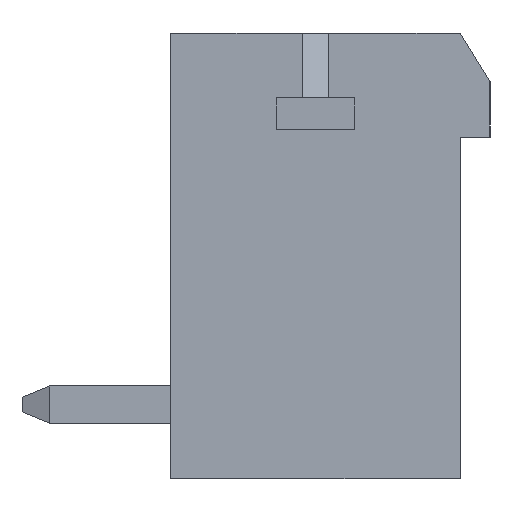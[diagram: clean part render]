
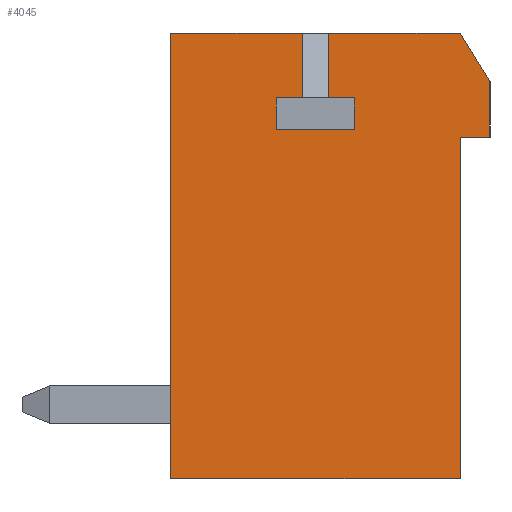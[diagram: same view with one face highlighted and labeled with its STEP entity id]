
A CAD part, left-side view. The second image highlights one B-rep face of the part: STEP entity #4045.
In plain terms, the highlighted planar face has unit normal (-1, 0, 0).
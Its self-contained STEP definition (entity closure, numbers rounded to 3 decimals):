
#99=ORIENTED_EDGE('',*,*,#1283,.T.);
#100=ORIENTED_EDGE('',*,*,#1284,.T.);
#101=ORIENTED_EDGE('',*,*,#1285,.T.);
#102=ORIENTED_EDGE('',*,*,#1286,.T.);
#103=ORIENTED_EDGE('',*,*,#1287,.T.);
#104=ORIENTED_EDGE('',*,*,#1288,.T.);
#105=ORIENTED_EDGE('',*,*,#1289,.T.);
#106=ORIENTED_EDGE('',*,*,#1290,.T.);
#107=ORIENTED_EDGE('',*,*,#1291,.T.);
#108=ORIENTED_EDGE('',*,*,#1292,.T.);
#109=ORIENTED_EDGE('',*,*,#1293,.T.);
#110=ORIENTED_EDGE('',*,*,#1294,.T.);
#111=ORIENTED_EDGE('',*,*,#1295,.T.);
#112=ORIENTED_EDGE('',*,*,#1296,.T.);
#113=ORIENTED_EDGE('',*,*,#1297,.T.);
#1283=EDGE_CURVE('',#1875,#1876,#2266,.T.);
#1284=EDGE_CURVE('',#1876,#1877,#2267,.T.);
#1285=EDGE_CURVE('',#1877,#1878,#2268,.T.);
#1286=EDGE_CURVE('',#1878,#1879,#2269,.T.);
#1287=EDGE_CURVE('',#1879,#1880,#2270,.T.);
#1288=EDGE_CURVE('',#1880,#1881,#2271,.T.);
#1289=EDGE_CURVE('',#1881,#1882,#2272,.T.);
#1290=EDGE_CURVE('',#1882,#1883,#2273,.T.);
#1291=EDGE_CURVE('',#1883,#1884,#2274,.T.);
#1292=EDGE_CURVE('',#1884,#1885,#2275,.T.);
#1293=EDGE_CURVE('',#1885,#1886,#2276,.T.);
#1294=EDGE_CURVE('',#1886,#1887,#2277,.T.);
#1295=EDGE_CURVE('',#1887,#1888,#2278,.T.);
#1296=EDGE_CURVE('',#1888,#1889,#2279,.T.);
#1297=EDGE_CURVE('',#1889,#1875,#2280,.T.);
#1875=VERTEX_POINT('',#5621);
#1876=VERTEX_POINT('',#5622);
#1877=VERTEX_POINT('',#5624);
#1878=VERTEX_POINT('',#5626);
#1879=VERTEX_POINT('',#5628);
#1880=VERTEX_POINT('',#5630);
#1881=VERTEX_POINT('',#5632);
#1882=VERTEX_POINT('',#5634);
#1883=VERTEX_POINT('',#5636);
#1884=VERTEX_POINT('',#5638);
#1885=VERTEX_POINT('',#5640);
#1886=VERTEX_POINT('',#5642);
#1887=VERTEX_POINT('',#5644);
#1888=VERTEX_POINT('',#5646);
#1889=VERTEX_POINT('',#5648);
#2266=LINE('',#5620,#2821);
#2267=LINE('',#5623,#2822);
#2268=LINE('',#5625,#2823);
#2269=LINE('',#5627,#2824);
#2270=LINE('',#5629,#2825);
#2271=LINE('',#5631,#2826);
#2272=LINE('',#5633,#2827);
#2273=LINE('',#5635,#2828);
#2274=LINE('',#5637,#2829);
#2275=LINE('',#5639,#2830);
#2276=LINE('',#5641,#2831);
#2277=LINE('',#5643,#2832);
#2278=LINE('',#5645,#2833);
#2279=LINE('',#5647,#2834);
#2280=LINE('',#5649,#2835);
#2821=VECTOR('',#4549,1000.);
#2822=VECTOR('',#4550,1000.);
#2823=VECTOR('',#4551,1000.);
#2824=VECTOR('',#4552,1000.);
#2825=VECTOR('',#4553,1000.);
#2826=VECTOR('',#4554,1000.);
#2827=VECTOR('',#4555,1000.);
#2828=VECTOR('',#4556,1000.);
#2829=VECTOR('',#4557,1000.);
#2830=VECTOR('',#4558,1000.);
#2831=VECTOR('',#4559,1000.);
#2832=VECTOR('',#4560,1000.);
#2833=VECTOR('',#4561,1000.);
#2834=VECTOR('',#4562,1000.);
#2835=VECTOR('',#4563,1000.);
#3376=EDGE_LOOP('',(#99,#100,#101,#102,#103,#104,#105,#106,#107,#108,#109,
#110,#111,#112,#113));
#3611=FACE_BOUND('',#3376,.T.);
#3846=PLANE('',#4287);
#4045=ADVANCED_FACE('',(#3611),#3846,.T.);
#4287=AXIS2_PLACEMENT_3D('',#5619,#4547,#4548);
#4547=DIRECTION('',(-1.,0.,0.));
#4548=DIRECTION('',(0.,0.,1.));
#4549=DIRECTION('',(0.,1.,0.));
#4550=DIRECTION('',(0.,0.,-1.));
#4551=DIRECTION('',(0.,-1.,0.));
#4552=DIRECTION('',(0.,0.,-1.));
#4553=DIRECTION('',(0.,1.,0.));
#4554=DIRECTION('',(0.,0.,1.));
#4555=DIRECTION('',(0.,-1.,0.));
#4556=DIRECTION('',(0.,0.,1.));
#4557=DIRECTION('',(0.,1.,0.));
#4558=DIRECTION('',(0.,0.,-1.));
#4559=DIRECTION('',(0.,-1.,0.));
#4560=DIRECTION('',(0.,0.,1.));
#4561=DIRECTION('',(0.,-1.,0.));
#4562=DIRECTION('',(0.,0.,1.));
#4563=DIRECTION('',(0.,0.524,0.852));
#5619=CARTESIAN_POINT('',(-13.7,0.,0.));
#5620=CARTESIAN_POINT('',(-13.7,-3.9,6.));
#5621=CARTESIAN_POINT('',(-13.7,-3.9,6.));
#5622=CARTESIAN_POINT('',(-13.7,-0.35,6.));
#5623=CARTESIAN_POINT('',(-13.7,-0.35,6.));
#5624=CARTESIAN_POINT('',(-13.7,-0.35,4.26));
#5625=CARTESIAN_POINT('',(-13.7,-0.35,4.26));
#5626=CARTESIAN_POINT('',(-13.7,-1.051,4.26));
#5627=CARTESIAN_POINT('',(-13.7,-1.051,4.26));
#5628=CARTESIAN_POINT('',(-13.7,-1.051,3.4));
#5629=CARTESIAN_POINT('',(-13.7,-1.051,3.4));
#5630=CARTESIAN_POINT('',(-13.7,1.051,3.4));
#5631=CARTESIAN_POINT('',(-13.7,1.051,3.4));
#5632=CARTESIAN_POINT('',(-13.7,1.051,4.26));
#5633=CARTESIAN_POINT('',(-13.7,1.051,4.26));
#5634=CARTESIAN_POINT('',(-13.7,0.35,4.26));
#5635=CARTESIAN_POINT('',(-13.7,0.35,4.26));
#5636=CARTESIAN_POINT('',(-13.7,0.35,6.));
#5637=CARTESIAN_POINT('',(-13.7,-3.9,6.));
#5638=CARTESIAN_POINT('',(-13.7,3.9,6.));
#5639=CARTESIAN_POINT('',(-13.7,3.9,6.));
#5640=CARTESIAN_POINT('',(-13.7,3.9,-6.));
#5641=CARTESIAN_POINT('',(-13.7,3.9,-6.));
#5642=CARTESIAN_POINT('',(-13.7,-3.9,-6.));
#5643=CARTESIAN_POINT('',(-13.7,-3.9,-6.));
#5644=CARTESIAN_POINT('',(-13.7,-3.9,3.2));
#5645=CARTESIAN_POINT('',(-13.7,-3.9,3.2));
#5646=CARTESIAN_POINT('',(-13.7,-4.7,3.2));
#5647=CARTESIAN_POINT('',(-13.7,-4.7,3.2));
#5648=CARTESIAN_POINT('',(-13.7,-4.7,4.7));
#5649=CARTESIAN_POINT('',(-13.7,-4.7,4.7));
